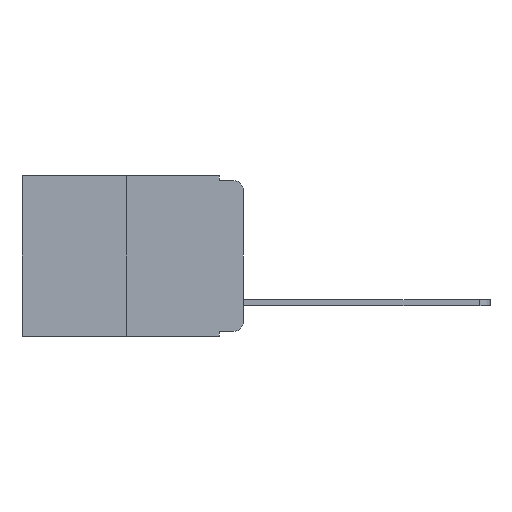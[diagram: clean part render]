
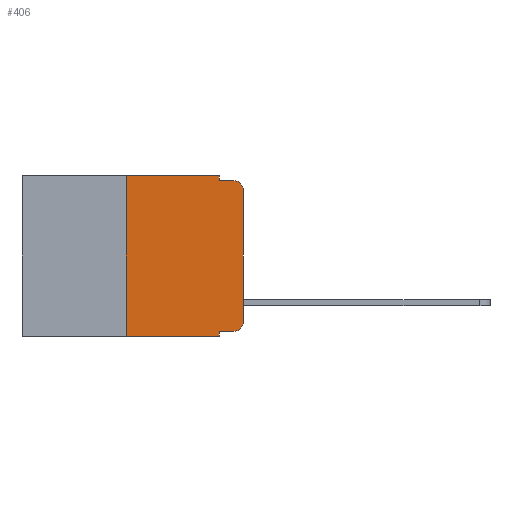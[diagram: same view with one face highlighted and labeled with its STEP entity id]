
A CAD part, left-side view. The second image highlights one B-rep face of the part: STEP entity #406.
In plain terms, the highlighted planar face has unit normal (-1, 0, 0).
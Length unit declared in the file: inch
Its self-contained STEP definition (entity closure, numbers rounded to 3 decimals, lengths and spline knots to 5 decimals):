
#406 = ADVANCED_FACE ( 'NONE', ( #2499 ), #4257, .F. ) ;
#459 = DIRECTION ( 'NONE',  ( 1., 0., 0. ) ) ;
#669 = CARTESIAN_POINT ( 'NONE',  ( 0., 0., -0.03 ) ) ;
#731 = ORIENTED_EDGE ( 'NONE', *, *, #5967, .T. ) ;
#821 = VERTEX_POINT ( 'NONE', #3265 ) ;
#971 = VECTOR ( 'NONE', #3874, 39.37008 ) ;
#1162 = VERTEX_POINT ( 'NONE', #8188 ) ;
#1215 = VERTEX_POINT ( 'NONE', #1256 ) ;
#1256 = CARTESIAN_POINT ( 'NONE',  ( 0., 0.02, -0.01 ) ) ;
#1329 = DIRECTION ( 'NONE',  ( 0., -1., 0. ) ) ;
#1533 = VECTOR ( 'NONE', #10665, 39.37008 ) ;
#1822 = LINE ( 'NONE', #7672, #10235 ) ;
#1848 = VECTOR ( 'NONE', #10780, 39.37008 ) ;
#1974 = ORIENTED_EDGE ( 'NONE', *, *, #10731, .F. ) ;
#2085 = VERTEX_POINT ( 'NONE', #4334 ) ;
#2407 = EDGE_LOOP ( 'NONE', ( #2718, #10458, #5062, #1974, #4694, #6878, #2834, #2695, #731, #7622 ) ) ;
#2499 = FACE_OUTER_BOUND ( 'NONE', #2407, .T. ) ;
#2503 = CARTESIAN_POINT ( 'NONE',  ( 0., 0.02, -0.313 ) ) ;
#2563 = LINE ( 'NONE', #7011, #10596 ) ;
#2695 = ORIENTED_EDGE ( 'NONE', *, *, #8888, .F. ) ;
#2718 = ORIENTED_EDGE ( 'NONE', *, *, #7541, .T. ) ;
#2829 = VERTEX_POINT ( 'NONE', #9858 ) ;
#2834 = ORIENTED_EDGE ( 'NONE', *, *, #3272, .T. ) ;
#2856 = LINE ( 'NONE', #6543, #7267 ) ;
#3001 = VECTOR ( 'NONE', #3585, 39.37008 ) ;
#3033 = AXIS2_PLACEMENT_3D ( 'NONE', #2503, #8253, #3429 ) ;
#3252 = EDGE_CURVE ( 'NONE', #1162, #1215, #8463, .T. ) ;
#3265 = CARTESIAN_POINT ( 'NONE',  ( 0., 0.051, 0. ) ) ;
#3272 = EDGE_CURVE ( 'NONE', #9047, #2829, #3947, .T. ) ;
#3308 = LINE ( 'NONE', #6079, #3001 ) ;
#3429 = DIRECTION ( 'NONE',  ( 0., 0., -1. ) ) ;
#3454 = CARTESIAN_POINT ( 'NONE',  ( 0., 0.473, 0. ) ) ;
#3474 = LINE ( 'NONE', #7134, #971 ) ;
#3585 = DIRECTION ( 'NONE',  ( 0., 0., 1. ) ) ;
#3863 = CARTESIAN_POINT ( 'NONE',  ( 0., 0.02, -0.03 ) ) ;
#3874 = DIRECTION ( 'NONE',  ( 0., -1., 0. ) ) ;
#3947 = LINE ( 'NONE', #9131, #1533 ) ;
#4062 = CIRCLE ( 'NONE', #3033, 0.02 ) ;
#4245 = DIRECTION ( 'NONE',  ( 0., 0., 1. ) ) ;
#4257 = PLANE ( 'NONE',  #4386 ) ;
#4334 = CARTESIAN_POINT ( 'NONE',  ( 0., 0.051, -0.333 ) ) ;
#4342 = VECTOR ( 'NONE', #4245, 39.37008 ) ;
#4386 = AXIS2_PLACEMENT_3D ( 'NONE', #3454, #459, #8919 ) ;
#4388 = AXIS2_PLACEMENT_3D ( 'NONE', #3863, #9436, #4711 ) ;
#4694 = ORIENTED_EDGE ( 'NONE', *, *, #8403, .F. ) ;
#4711 = DIRECTION ( 'NONE',  ( 0., 0., -1. ) ) ;
#5062 = ORIENTED_EDGE ( 'NONE', *, *, #3252, .F. ) ;
#5461 = CARTESIAN_POINT ( 'NONE',  ( 0., 0.25, 0. ) ) ;
#5510 = VERTEX_POINT ( 'NONE', #8152 ) ;
#5967 = EDGE_CURVE ( 'NONE', #2085, #9014, #3474, .T. ) ;
#6079 = CARTESIAN_POINT ( 'NONE',  ( 0., 0.25, 0. ) ) ;
#6112 = DIRECTION ( 'NONE',  ( 0., 0., -1. ) ) ;
#6378 = CARTESIAN_POINT ( 'NONE',  ( 0., 0.25, -0.343 ) ) ;
#6543 = CARTESIAN_POINT ( 'NONE',  ( 0., 0.473, 0. ) ) ;
#6878 = ORIENTED_EDGE ( 'NONE', *, *, #7666, .F. ) ;
#7011 = CARTESIAN_POINT ( 'NONE',  ( 0., 0.051, 0. ) ) ;
#7109 = CARTESIAN_POINT ( 'NONE',  ( 0., 0.02, -0.333 ) ) ;
#7122 = VERTEX_POINT ( 'NONE', #5461 ) ;
#7134 = CARTESIAN_POINT ( 'NONE',  ( 0., 0.051, -0.333 ) ) ;
#7267 = VECTOR ( 'NONE', #1329, 39.37008 ) ;
#7541 = EDGE_CURVE ( 'NONE', #5510, #8652, #10618, .T. ) ;
#7622 = ORIENTED_EDGE ( 'NONE', *, *, #10554, .T. ) ;
#7666 = EDGE_CURVE ( 'NONE', #9047, #7122, #3308, .T. ) ;
#7672 = CARTESIAN_POINT ( 'NONE',  ( 0., 0.051, 0. ) ) ;
#8152 = CARTESIAN_POINT ( 'NONE',  ( 0., 0., -0.313 ) ) ;
#8188 = CARTESIAN_POINT ( 'NONE',  ( 0., 0.051, -0.01 ) ) ;
#8246 = CARTESIAN_POINT ( 'NONE',  ( 0., 0., 0. ) ) ;
#8253 = DIRECTION ( 'NONE',  ( -1., 0., 0. ) ) ;
#8403 = EDGE_CURVE ( 'NONE', #7122, #821, #2856, .T. ) ;
#8463 = LINE ( 'NONE', #10485, #1848 ) ;
#8652 = VERTEX_POINT ( 'NONE', #669 ) ;
#8888 = EDGE_CURVE ( 'NONE', #2085, #2829, #2563, .T. ) ;
#8919 = DIRECTION ( 'NONE',  ( 0., 0., -1. ) ) ;
#9014 = VERTEX_POINT ( 'NONE', #7109 ) ;
#9047 = VERTEX_POINT ( 'NONE', #6378 ) ;
#9131 = CARTESIAN_POINT ( 'NONE',  ( 0., 0.473, -0.343 ) ) ;
#9436 = DIRECTION ( 'NONE',  ( -1., 0., 0. ) ) ;
#9858 = CARTESIAN_POINT ( 'NONE',  ( 0., 0.051, -0.343 ) ) ;
#10235 = VECTOR ( 'NONE', #6112, 39.37008 ) ;
#10247 = EDGE_CURVE ( 'NONE', #8652, #1215, #10484, .T. ) ;
#10458 = ORIENTED_EDGE ( 'NONE', *, *, #10247, .T. ) ;
#10484 = CIRCLE ( 'NONE', #4388, 0.02 ) ;
#10485 = CARTESIAN_POINT ( 'NONE',  ( 0., 0.051, -0.01 ) ) ;
#10554 = EDGE_CURVE ( 'NONE', #9014, #5510, #4062, .T. ) ;
#10596 = VECTOR ( 'NONE', #10797, 39.37008 ) ;
#10618 = LINE ( 'NONE', #8246, #4342 ) ;
#10665 = DIRECTION ( 'NONE',  ( 0., -1., 0. ) ) ;
#10731 = EDGE_CURVE ( 'NONE', #821, #1162, #1822, .T. ) ;
#10780 = DIRECTION ( 'NONE',  ( 0., -1., 0. ) ) ;
#10797 = DIRECTION ( 'NONE',  ( 0., 0., -1. ) ) ;
